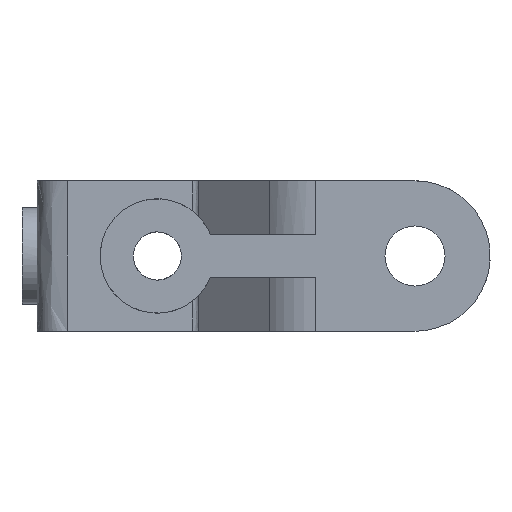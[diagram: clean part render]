
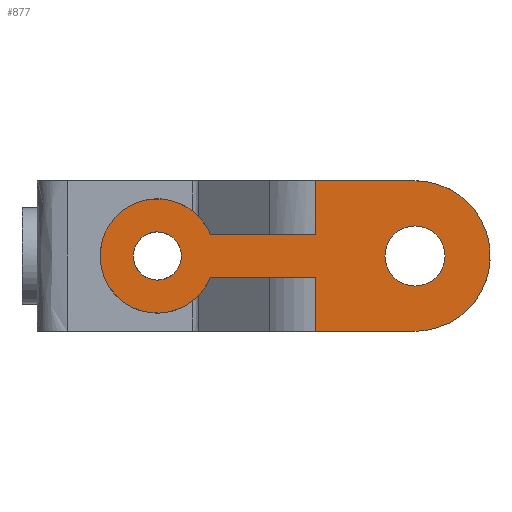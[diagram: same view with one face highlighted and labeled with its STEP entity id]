
A CAD part, left-side view. The second image highlights one B-rep face of the part: STEP entity #877.
In plain terms, the highlighted free-form (B-spline) face has degree [1, 1] with [2, 2] control points.
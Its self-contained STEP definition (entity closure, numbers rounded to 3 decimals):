
#124 = VERTEX_POINT('',#125);
#125 = CARTESIAN_POINT('',(-14.316,169.941,0.));
#143 = VERTEX_POINT('',#144);
#144 = CARTESIAN_POINT('',(-14.316,147.035,
    0.));
#149 = EDGE_CURVE('',#143,#124,#150,.T.);
#150 = ( BOUNDED_CURVE() B_SPLINE_CURVE(2,(#151,#152,#153,#154,#155),
.UNSPECIFIED.,.F.,.F.) B_SPLINE_CURVE_WITH_KNOTS((3,2,3),(4.712
,6.283,7.854),.PIECEWISE_BEZIER_KNOTS.) CURVE() 
GEOMETRIC_REPRESENTATION_ITEM() RATIONAL_B_SPLINE_CURVE((1.,
0.707,1.,0.707,1.)) REPRESENTATION_ITEM('') );
#151 = CARTESIAN_POINT('',(-14.316,147.035,
    0.));
#152 = CARTESIAN_POINT('',(-14.316,147.035,
    -11.453));
#153 = CARTESIAN_POINT('',(-14.316,158.488,
    -11.453));
#154 = CARTESIAN_POINT('',(-14.316,169.941,
    -11.453));
#155 = CARTESIAN_POINT('',(-14.316,169.941,
    0.));
#334 = VERTEX_POINT('',#335);
#335 = CARTESIAN_POINT('',(-14.316,50.106,0.));
#353 = VERTEX_POINT('',#354);
#354 = CARTESIAN_POINT('',(-14.316,21.474,
    0.));
#359 = EDGE_CURVE('',#353,#334,#360,.T.);
#360 = ( BOUNDED_CURVE() B_SPLINE_CURVE(2,(#361,#362,#363,#364,#365),
.UNSPECIFIED.,.F.,.F.) B_SPLINE_CURVE_WITH_KNOTS((3,2,3),(3.142,
4.712,6.283),.PIECEWISE_BEZIER_KNOTS.) CURVE() 
GEOMETRIC_REPRESENTATION_ITEM() RATIONAL_B_SPLINE_CURVE((1.,
0.707,1.,0.707,1.)) REPRESENTATION_ITEM('') );
#361 = CARTESIAN_POINT('',(-14.316,21.474,
    0.));
#362 = CARTESIAN_POINT('',(-14.316,21.474,
    -14.316));
#363 = CARTESIAN_POINT('',(-14.316,35.79,
    -14.316));
#364 = CARTESIAN_POINT('',(-14.316,50.106,
    -14.316));
#365 = CARTESIAN_POINT('',(-14.316,50.106,
    0.));
#462 = EDGE_CURVE('',#463,#465,#467,.T.);
#463 = VERTEX_POINT('',#464);
#464 = CARTESIAN_POINT('',(-14.316,83.366,
    -10.021));
#465 = VERTEX_POINT('',#466);
#466 = CARTESIAN_POINT('',(-14.316,83.366,
    -35.79));
#467 = B_SPLINE_CURVE_WITH_KNOTS('',1,(#468,#469),.UNSPECIFIED.,.F.,.F.,
  (2,2),(32.,50.),.PIECEWISE_BEZIER_KNOTS.);
#468 = CARTESIAN_POINT('',(-14.316,83.366,
    -10.021));
#469 = CARTESIAN_POINT('',(-14.316,83.366,
    -35.79));
#877 = ADVANCED_FACE('',(#878,#889,#900),#958,.F.);
#878 = FACE_BOUND('',#879,.T.);
#879 = EDGE_LOOP('',(#880,#888));
#880 = ORIENTED_EDGE('',*,*,#881,.T.);
#881 = EDGE_CURVE('',#124,#143,#882,.T.);
#882 = ( BOUNDED_CURVE() B_SPLINE_CURVE(2,(#883,#884,#885,#886,#887),
.UNSPECIFIED.,.F.,.F.) B_SPLINE_CURVE_WITH_KNOTS((3,2,3),(1.571
,3.142,4.712),.PIECEWISE_BEZIER_KNOTS.) CURVE() 
GEOMETRIC_REPRESENTATION_ITEM() RATIONAL_B_SPLINE_CURVE((1.,
0.707,1.,0.707,1.)) REPRESENTATION_ITEM('') );
#883 = CARTESIAN_POINT('',(-14.316,169.941,
    0.));
#884 = CARTESIAN_POINT('',(-14.316,169.941,
    11.453));
#885 = CARTESIAN_POINT('',(-14.316,158.488,
    11.453));
#886 = CARTESIAN_POINT('',(-14.316,147.035,
    11.453));
#887 = CARTESIAN_POINT('',(-14.316,147.035,
    0.));
#888 = ORIENTED_EDGE('',*,*,#149,.T.);
#889 = FACE_BOUND('',#890,.T.);
#890 = EDGE_LOOP('',(#891,#899));
#891 = ORIENTED_EDGE('',*,*,#892,.T.);
#892 = EDGE_CURVE('',#334,#353,#893,.T.);
#893 = ( BOUNDED_CURVE() B_SPLINE_CURVE(2,(#894,#895,#896,#897,#898),
.UNSPECIFIED.,.F.,.F.) B_SPLINE_CURVE_WITH_KNOTS((3,2,3),(0.,
1.571,3.142),.PIECEWISE_BEZIER_KNOTS.) CURVE() 
GEOMETRIC_REPRESENTATION_ITEM() RATIONAL_B_SPLINE_CURVE((1.,
0.707,1.,0.707,1.)) REPRESENTATION_ITEM('') );
#894 = CARTESIAN_POINT('',(-14.316,50.106,
    0.));
#895 = CARTESIAN_POINT('',(-14.316,50.106,
    14.316));
#896 = CARTESIAN_POINT('',(-14.316,35.79,
    14.316));
#897 = CARTESIAN_POINT('',(-14.316,21.474,
    14.316));
#898 = CARTESIAN_POINT('',(-14.316,21.474,
    0.));
#899 = ORIENTED_EDGE('',*,*,#359,.T.);
#900 = FACE_BOUND('',#901,.T.);
#901 = EDGE_LOOP('',(#902,#911,#918,#930,#935,#936,#943,#953));
#902 = ORIENTED_EDGE('',*,*,#903,.T.);
#903 = EDGE_CURVE('',#904,#906,#908,.T.);
#904 = VERTEX_POINT('',#905);
#905 = CARTESIAN_POINT('',(-14.316,83.366,
    35.79));
#906 = VERTEX_POINT('',#907);
#907 = CARTESIAN_POINT('',(-14.316,83.366,
    10.021));
#908 = B_SPLINE_CURVE_WITH_KNOTS('',1,(#909,#910),.UNSPECIFIED.,.F.,.F.,
  (2,2),(0.,18.),.PIECEWISE_BEZIER_KNOTS.);
#909 = CARTESIAN_POINT('',(-14.316,83.366,
    35.79));
#910 = CARTESIAN_POINT('',(-14.316,83.366,
    10.021));
#911 = ORIENTED_EDGE('',*,*,#912,.F.);
#912 = EDGE_CURVE('',#913,#906,#915,.T.);
#913 = VERTEX_POINT('',#914);
#914 = CARTESIAN_POINT('',(-14.316,133.2,
    10.021));
#915 = B_SPLINE_CURVE_WITH_KNOTS('',1,(#916,#917),.UNSPECIFIED.,.F.,.F.,
  (2,2),(-1.336,33.474),.PIECEWISE_BEZIER_KNOTS.);
#916 = CARTESIAN_POINT('',(-14.316,133.2,
    10.021));
#917 = CARTESIAN_POINT('',(-14.316,83.366,
    10.021));
#918 = ORIENTED_EDGE('',*,*,#919,.F.);
#919 = EDGE_CURVE('',#920,#913,#922,.T.);
#920 = VERTEX_POINT('',#921);
#921 = CARTESIAN_POINT('',(-14.316,133.2,
    -10.021));
#922 = ( BOUNDED_CURVE() B_SPLINE_CURVE(2,(#923,#924,#925,#926,#927,#928
,#929),.UNSPECIFIED.,.F.,.F.) B_SPLINE_CURVE_WITH_KNOTS((3,2,2,3),(
    3.519,5.362,7.205,9.047),
.PIECEWISE_BEZIER_KNOTS.) CURVE() GEOMETRIC_REPRESENTATION_ITEM() 
RATIONAL_B_SPLINE_CURVE((1.,0.605,1.,0.605,1.,
0.605,1.)) REPRESENTATION_ITEM('') );
#923 = CARTESIAN_POINT('',(-14.316,133.2,
    -10.021));
#924 = CARTESIAN_POINT('',(-14.316,146.4,-43.329
    ));
#925 = CARTESIAN_POINT('',(-14.316,174.935,
    -21.664));
#926 = CARTESIAN_POINT('',(-14.316,203.471,
    0.));
#927 = CARTESIAN_POINT('',(-14.316,174.935,
    21.664));
#928 = CARTESIAN_POINT('',(-14.316,146.4,
    43.329));
#929 = CARTESIAN_POINT('',(-14.316,133.2,
    10.021));
#930 = ORIENTED_EDGE('',*,*,#931,.T.);
#931 = EDGE_CURVE('',#920,#463,#932,.T.);
#932 = B_SPLINE_CURVE_WITH_KNOTS('',1,(#933,#934),.UNSPECIFIED.,.F.,.F.,
  (2,2),(-1.336,33.474),.PIECEWISE_BEZIER_KNOTS.);
#933 = CARTESIAN_POINT('',(-14.316,133.2,
    -10.021));
#934 = CARTESIAN_POINT('',(-14.316,83.366,
    -10.021));
#935 = ORIENTED_EDGE('',*,*,#462,.T.);
#936 = ORIENTED_EDGE('',*,*,#937,.T.);
#937 = EDGE_CURVE('',#465,#938,#940,.T.);
#938 = VERTEX_POINT('',#939);
#939 = CARTESIAN_POINT('',(-14.316,35.79,
    -35.79));
#940 = B_SPLINE_CURVE_WITH_KNOTS('',1,(#941,#942),.UNSPECIFIED.,.F.,.F.,
  (2,2),(-58.232,-25.),.PIECEWISE_BEZIER_KNOTS.);
#941 = CARTESIAN_POINT('',(-14.316,83.366,
    -35.79));
#942 = CARTESIAN_POINT('',(-14.316,35.79,
    -35.79));
#943 = ORIENTED_EDGE('',*,*,#944,.F.);
#944 = EDGE_CURVE('',#945,#938,#947,.T.);
#945 = VERTEX_POINT('',#946);
#946 = CARTESIAN_POINT('',(-14.316,35.79,
    35.79));
#947 = ( BOUNDED_CURVE() B_SPLINE_CURVE(2,(#948,#949,#950,#951,#952),
.UNSPECIFIED.,.F.,.F.) B_SPLINE_CURVE_WITH_KNOTS((3,2,3),(1.571
,3.142,4.712),.PIECEWISE_BEZIER_KNOTS.) CURVE() 
GEOMETRIC_REPRESENTATION_ITEM() RATIONAL_B_SPLINE_CURVE((1.,
0.707,1.,0.707,1.)) REPRESENTATION_ITEM('') );
#948 = CARTESIAN_POINT('',(-14.316,35.79,
    35.79));
#949 = CARTESIAN_POINT('',(-14.316,0.,
    35.79));
#950 = CARTESIAN_POINT('',(-14.316,0.,
    0.));
#951 = CARTESIAN_POINT('',(-14.316,0.,
    -35.79));
#952 = CARTESIAN_POINT('',(-14.316,35.79,
    -35.79));
#953 = ORIENTED_EDGE('',*,*,#954,.F.);
#954 = EDGE_CURVE('',#904,#945,#955,.T.);
#955 = B_SPLINE_CURVE_WITH_KNOTS('',1,(#956,#957),.UNSPECIFIED.,.F.,.F.,
  (2,2),(-58.232,-25.),.PIECEWISE_BEZIER_KNOTS.);
#956 = CARTESIAN_POINT('',(-14.316,83.366,
    35.79));
#957 = CARTESIAN_POINT('',(-14.316,35.79,
    35.79));
#958 = B_SPLINE_SURFACE_WITH_KNOTS('',1,1,(
    (#959,#960)
    ,(#961,#962
    )),.UNSPECIFIED.,.F.,.F.,.F.,(2,2),(2,2),(0.,50.),(
    0.,129.706),.PIECEWISE_BEZIER_KNOTS.);
#959 = CARTESIAN_POINT('',(-14.316,0.,
    35.79));
#960 = CARTESIAN_POINT('',(-14.316,185.688,
    35.79));
#961 = CARTESIAN_POINT('',(-14.316,0.,
    -35.79));
#962 = CARTESIAN_POINT('',(-14.316,185.688,
    -35.79));
